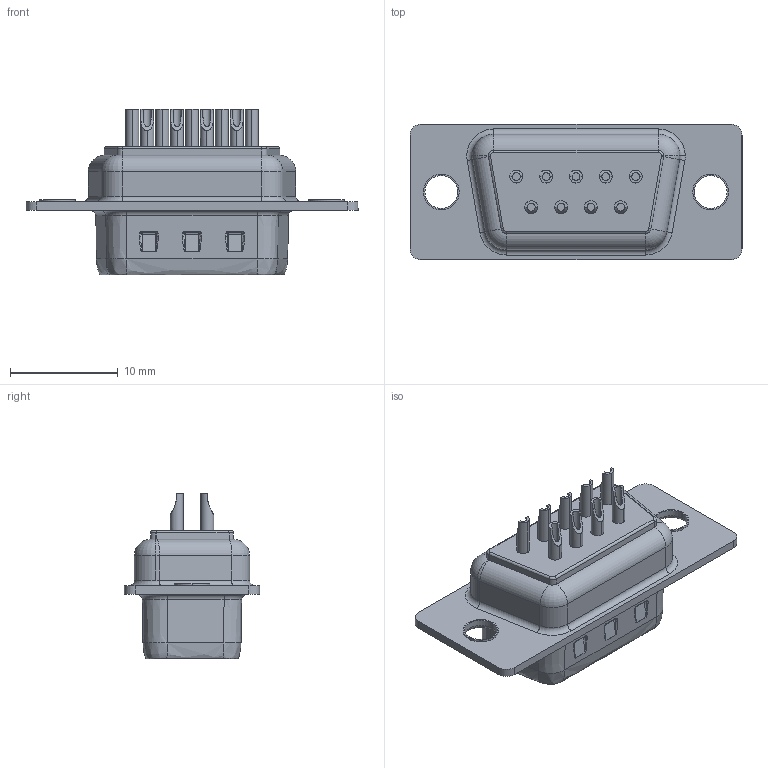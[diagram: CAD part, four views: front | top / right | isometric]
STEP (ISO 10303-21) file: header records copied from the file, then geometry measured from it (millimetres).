
FILE_DESCRIPTION (( 'STEP AP214' ), '1' );
FILE_NAME ('FDM0903-M0WS101W1K-REF.STEP', '2025-05-09T01:38:08', ( '' ), ( '' ), 'SwSTEP 2.0', 'SolidWorks 2021', '' );
FILE_SCHEMA (( 'AUTOMOTIVE_DESIGN' ));
Length unit declared in the file: millimetre
Products named in the file (1): FDM0903-M0WS101W1K-REF
Bounding box: 30.81 x 12.55 x 15.4 mm (x, y, z)
Volume: 1331.4 mm3; surface area: 2105.7 mm2
Topology: 1 solids, 2 shells, 431 faces, 1033 edges, 609 vertices
Faces by surface type: cylinder 209, plane 101, bspline 44, torus 37, sphere 30, cone 10
Entity records: 13662 total; most frequent: CARTESIAN_POINT 4328, DIRECTION 1972, ORIENTED_EDGE 1948, EDGE_CURVE 974, AXIS2_PLACEMENT_3D 786, VERTEX_POINT 580, EDGE_LOOP 470, FACE_OUTER_BOUND 431
